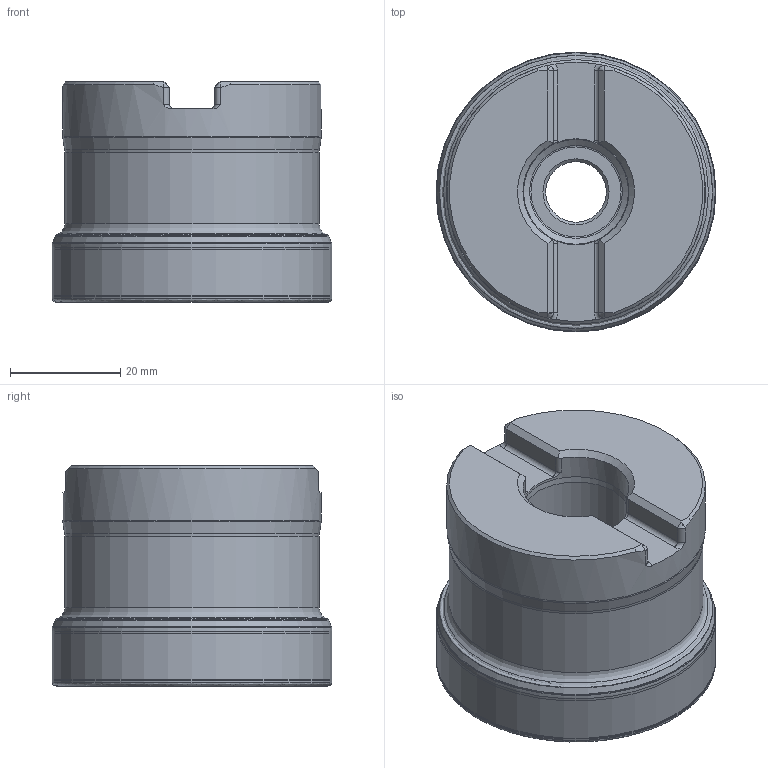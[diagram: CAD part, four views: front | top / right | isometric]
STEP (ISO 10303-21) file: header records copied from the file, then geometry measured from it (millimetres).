
FILE_DESCRIPTION(/* description */ (''),/* implementation_level */ '2;1');
FILE_NAME(/* name */ '200A04R_IS90TN16_C_203022455ndi000_00_SIM.stp',/* time_stamp */ '2021-03-25T10:33:08+01:00',/* author */ (''),/* organization */ (''),/* preprocessor_version */ 'ST-DEVELOPER v16.7',/* originating_system */ 'SIEMENS PLM Software NX 12.0',/* authorisation */ '');
FILE_SCHEMA (('AUTOMOTIVE_DESIGN { 1 0 10303 214 3 1 1 1 }'));
Length unit declared in the file: millimetre
Products named in the file (1): lf19438CFC4Bip2e
Bounding box: 50.82 x 50.82 x 39.99 mm (x, y, z)
Volume: 69886.6 mm3; surface area: 16125 mm2
Topology: 2 solids, 2 shells, 125 faces, 283 edges, 157 vertices
Faces by surface type: revolution 37, cylinder 29, cone 24, plane 18, torus 17
Full cylindrical faces by diameter (mm): 11 x1, 16 x1, 19.056 x1, 19.25 x1, 46.2 x1, 47 x1, 49 x1
Entity records: 3460 total; most frequent: CARTESIAN_POINT 976, DIRECTION 508, ORIENTED_EDGE 406, AXIS2_PLACEMENT_3D 210, EDGE_CURVE 203, EDGE_LOOP 194, VERTEX_POINT 149, FACE_BOUND 140
